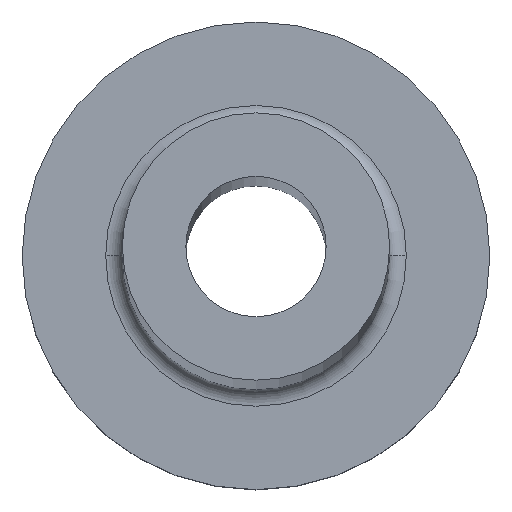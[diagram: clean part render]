
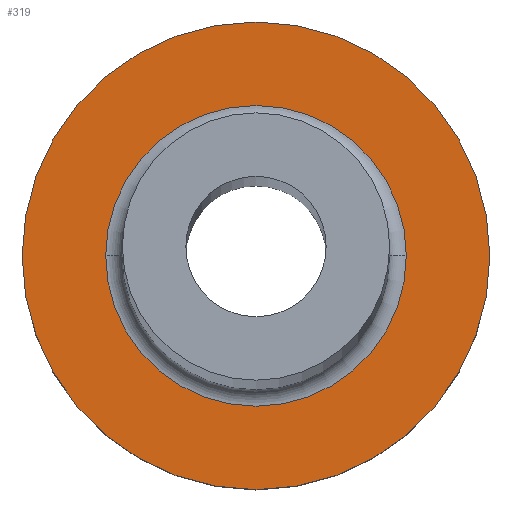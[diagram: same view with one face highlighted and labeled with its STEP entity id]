
A CAD part, top view. The second image highlights one B-rep face of the part: STEP entity #319.
In plain terms, the highlighted planar face has unit normal (0, 0, 1).
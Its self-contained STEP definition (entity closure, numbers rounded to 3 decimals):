
#1 = AXIS2_PLACEMENT_3D ( 'NONE', #16, #179, #365 ) ;
#6 = VERTEX_POINT ( 'NONE', #147 ) ;
#16 = CARTESIAN_POINT ( 'NONE',  ( 0., 0., 5. ) ) ;
#17 = EDGE_LOOP ( 'NONE', ( #362, #132 ) ) ;
#18 = VERTEX_POINT ( 'NONE', #236 ) ;
#26 = DIRECTION ( 'NONE',  ( 1., 0., 0. ) ) ;
#37 = CIRCLE ( 'NONE', #252, 7. ) ;
#55 = DIRECTION ( 'NONE',  ( 0., 0., 1. ) ) ;
#60 = CARTESIAN_POINT ( 'NONE',  ( 7., 0., 5. ) ) ;
#87 = DIRECTION ( 'NONE',  ( 1., 0., 0. ) ) ;
#90 = EDGE_LOOP ( 'NONE', ( #140, #258 ) ) ;
#95 = EDGE_CURVE ( 'NONE', #6, #162, #37, .T. ) ;
#97 = EDGE_CURVE ( 'NONE', #135, #18, #357, .T. ) ;
#110 = AXIS2_PLACEMENT_3D ( 'NONE', #269, #55, #122 ) ;
#117 = CARTESIAN_POINT ( 'NONE',  ( 0., 0., 5. ) ) ;
#122 = DIRECTION ( 'NONE',  ( 1., 0., 0. ) ) ;
#125 = FACE_OUTER_BOUND ( 'NONE', #90, .T. ) ;
#132 = ORIENTED_EDGE ( 'NONE', *, *, #193, .T. ) ;
#135 = VERTEX_POINT ( 'NONE', #363 ) ;
#140 = ORIENTED_EDGE ( 'NONE', *, *, #95, .T. ) ;
#147 = CARTESIAN_POINT ( 'NONE',  ( -7., 0., 5. ) ) ;
#153 = CIRCLE ( 'NONE', #369, 4.5 ) ;
#157 = PLANE ( 'NONE',  #1 ) ;
#162 = VERTEX_POINT ( 'NONE', #60 ) ;
#170 = DIRECTION ( 'NONE',  ( 0., 0., -1. ) ) ;
#176 = EDGE_CURVE ( 'NONE', #162, #6, #323, .T. ) ;
#179 = DIRECTION ( 'NONE',  ( 0., 0., 1. ) ) ;
#193 = EDGE_CURVE ( 'NONE', #18, #135, #153, .T. ) ;
#220 = CARTESIAN_POINT ( 'NONE',  ( 0., 0., 5. ) ) ;
#236 = CARTESIAN_POINT ( 'NONE',  ( -4.5, 0., 5. ) ) ;
#241 = FACE_BOUND ( 'NONE', #17, .T. ) ;
#247 = AXIS2_PLACEMENT_3D ( 'NONE', #117, #358, #299 ) ;
#252 = AXIS2_PLACEMENT_3D ( 'NONE', #220, #272, #87 ) ;
#258 = ORIENTED_EDGE ( 'NONE', *, *, #176, .T. ) ;
#269 = CARTESIAN_POINT ( 'NONE',  ( 0., 0., 5. ) ) ;
#272 = DIRECTION ( 'NONE',  ( 0., 0., 1. ) ) ;
#291 = CARTESIAN_POINT ( 'NONE',  ( 0., 0., 5. ) ) ;
#299 = DIRECTION ( 'NONE',  ( 1., 0., 0. ) ) ;
#319 = ADVANCED_FACE ( 'NONE', ( #241, #125 ), #157, .T. ) ;
#323 = CIRCLE ( 'NONE', #110, 7. ) ;
#357 = CIRCLE ( 'NONE', #247, 4.5 ) ;
#358 = DIRECTION ( 'NONE',  ( 0., 0., -1. ) ) ;
#362 = ORIENTED_EDGE ( 'NONE', *, *, #97, .T. ) ;
#363 = CARTESIAN_POINT ( 'NONE',  ( 4.5, 0., 5. ) ) ;
#365 = DIRECTION ( 'NONE',  ( 1., 0., 0. ) ) ;
#369 = AXIS2_PLACEMENT_3D ( 'NONE', #291, #170, #26 ) ;
